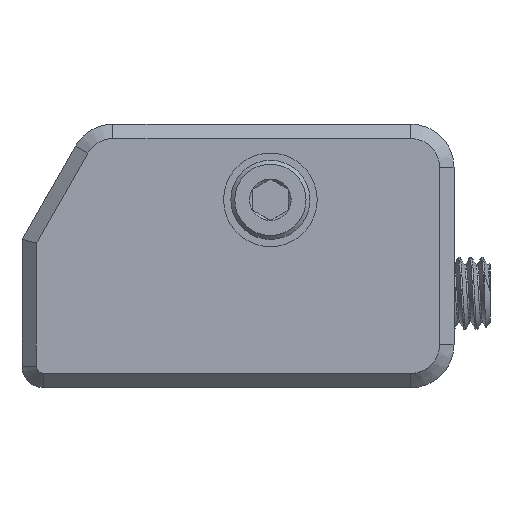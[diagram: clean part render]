
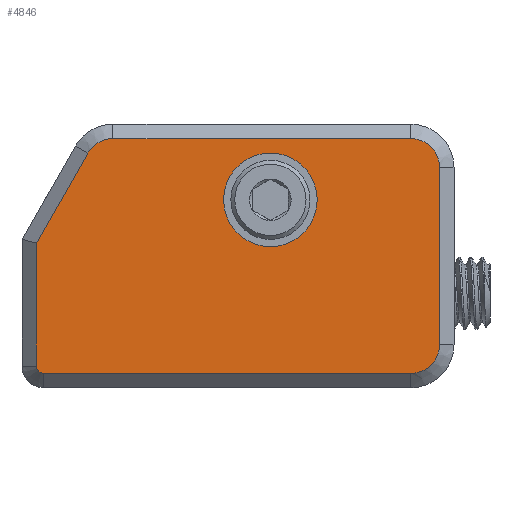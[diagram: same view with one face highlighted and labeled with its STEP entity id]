
A CAD part, front view. The second image highlights one B-rep face of the part: STEP entity #4846.
In plain terms, the highlighted planar face has unit normal (0, -1, 0).
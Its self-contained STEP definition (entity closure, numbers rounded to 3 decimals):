
#62=FACE_BOUND('',#912,.T.);
#211=PLANE('',#5265);
#620=FACE_OUTER_BOUND('',#911,.T.);
#911=EDGE_LOOP('',(#4330,#4331,#4332,#4333,#4334,#4335,#4336,#4337,#4338));
#912=EDGE_LOOP('',(#4339));
#1041=CIRCLE('',#5244,2.);
#1043=CIRCLE('',#5248,2.);
#1045=CIRCLE('',#5252,2.);
#1047=CIRCLE('',#5256,0.5);
#1050=CIRCLE('',#5266,3.25);
#1493=LINE('',#19445,#1783);
#1498=LINE('',#19459,#1788);
#1504=LINE('',#19474,#1794);
#1506=LINE('',#19483,#1796);
#1511=LINE('',#19495,#1801);
#1783=VECTOR('',#6118,10.);
#1788=VECTOR('',#6131,10.);
#1794=VECTOR('',#6145,10.);
#1796=VECTOR('',#6155,10.);
#1801=VECTOR('',#6168,10.);
#2269=VERTEX_POINT('',#19443);
#2270=VERTEX_POINT('',#19444);
#2273=VERTEX_POINT('',#19452);
#2275=VERTEX_POINT('',#19458);
#2277=VERTEX_POINT('',#19464);
#2279=VERTEX_POINT('',#19470);
#2281=VERTEX_POINT('',#19476);
#2283=VERTEX_POINT('',#19482);
#2285=VERTEX_POINT('',#19488);
#2301=VERTEX_POINT('',#19537);
#2946=EDGE_CURVE('',#2269,#2270,#1493,.T.);
#2952=EDGE_CURVE('',#2270,#2273,#1041,.T.);
#2953=EDGE_CURVE('',#2273,#2275,#1498,.T.);
#2958=EDGE_CURVE('',#2275,#2277,#1043,.T.);
#2961=EDGE_CURVE('',#2277,#2279,#1504,.T.);
#2964=EDGE_CURVE('',#2279,#2281,#1045,.T.);
#2965=EDGE_CURVE('',#2281,#2283,#1506,.T.);
#2970=EDGE_CURVE('',#2283,#2285,#1047,.T.);
#2972=EDGE_CURVE('',#2285,#2269,#1511,.T.);
#2994=EDGE_CURVE('',#2301,#2301,#1050,.T.);
#4330=ORIENTED_EDGE('',*,*,#2946,.F.);
#4331=ORIENTED_EDGE('',*,*,#2972,.F.);
#4332=ORIENTED_EDGE('',*,*,#2970,.F.);
#4333=ORIENTED_EDGE('',*,*,#2965,.F.);
#4334=ORIENTED_EDGE('',*,*,#2964,.F.);
#4335=ORIENTED_EDGE('',*,*,#2961,.F.);
#4336=ORIENTED_EDGE('',*,*,#2958,.F.);
#4337=ORIENTED_EDGE('',*,*,#2953,.F.);
#4338=ORIENTED_EDGE('',*,*,#2952,.F.);
#4339=ORIENTED_EDGE('',*,*,#2994,.T.);
#4846=ADVANCED_FACE('',(#620,#62),#211,.T.);
#5244=AXIS2_PLACEMENT_3D('',#19456,#6127,#6128);
#5248=AXIS2_PLACEMENT_3D('',#19468,#6139,#6140);
#5252=AXIS2_PLACEMENT_3D('',#19480,#6151,#6152);
#5256=AXIS2_PLACEMENT_3D('',#19492,#6163,#6164);
#5265=AXIS2_PLACEMENT_3D('',#19536,#6202,#6203);
#5266=AXIS2_PLACEMENT_3D('',#19538,#6204,#6205);
#6118=DIRECTION('',(0.496,0.,0.868));
#6127=DIRECTION('center_axis',(0.,1.,0.));
#6128=DIRECTION('ref_axis',(-0.502,0.,0.865));
#6131=DIRECTION('',(1.,0.,0.));
#6139=DIRECTION('center_axis',(0.,1.,0.));
#6140=DIRECTION('ref_axis',(0.707,0.,0.707));
#6145=DIRECTION('',(0.,0.,-1.));
#6151=DIRECTION('center_axis',(0.,1.,0.));
#6152=DIRECTION('ref_axis',(0.707,0.,-0.707));
#6155=DIRECTION('',(-1.,0.,0.));
#6163=DIRECTION('center_axis',(0.,1.,0.));
#6164=DIRECTION('ref_axis',(-0.707,0.,-0.707));
#6168=DIRECTION('',(0.,0.,1.));
#6202=DIRECTION('center_axis',(0.,-1.,0.));
#6203=DIRECTION('ref_axis',(0.,0.,1.));
#6204=DIRECTION('center_axis',(0.,1.,0.));
#6205=DIRECTION('ref_axis',(0.,0.,-1.));
#19443=CARTESIAN_POINT('',(165.744,-20.1,12.734));
#19444=CARTESIAN_POINT('',(169.32,-20.1,18.992));
#19445=CARTESIAN_POINT('',(166.998,-20.1,14.929));
#19452=CARTESIAN_POINT('',(171.056,-20.1,20.));
#19456=CARTESIAN_POINT('Origin',(171.056,-20.1,18.));
#19458=CARTESIAN_POINT('',(191.744,-20.1,20.));
#19459=CARTESIAN_POINT('',(184.744,-20.1,20.));
#19464=CARTESIAN_POINT('',(193.744,-20.1,18.));
#19468=CARTESIAN_POINT('Origin',(191.744,-20.1,18.));
#19470=CARTESIAN_POINT('',(193.744,-20.1,5.7));
#19474=CARTESIAN_POINT('',(193.744,-20.1,7.275));
#19476=CARTESIAN_POINT('',(191.744,-20.1,3.7));
#19480=CARTESIAN_POINT('Origin',(191.744,-20.1,5.7));
#19482=CARTESIAN_POINT('',(166.244,-20.1,3.7));
#19483=CARTESIAN_POINT('',(184.744,-20.1,3.7));
#19488=CARTESIAN_POINT('',(165.744,-20.1,4.2));
#19492=CARTESIAN_POINT('Origin',(166.244,-20.1,4.2));
#19495=CARTESIAN_POINT('',(165.744,-20.1,7.275));
#19536=CARTESIAN_POINT('Origin',(184.744,-20.1,2.7));
#19537=CARTESIAN_POINT('',(181.994,-20.1,19.));
#19538=CARTESIAN_POINT('Origin',(181.994,-20.1,15.75));
